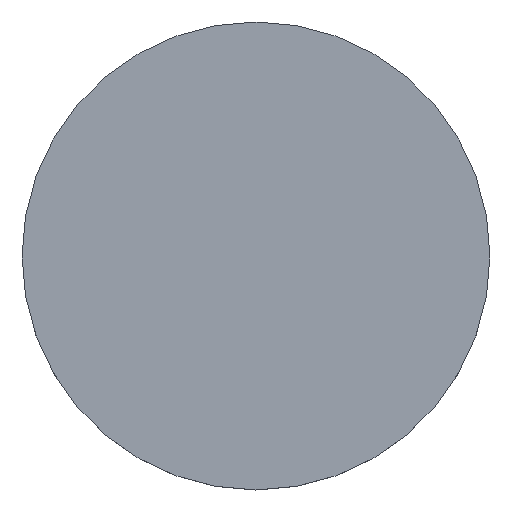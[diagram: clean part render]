
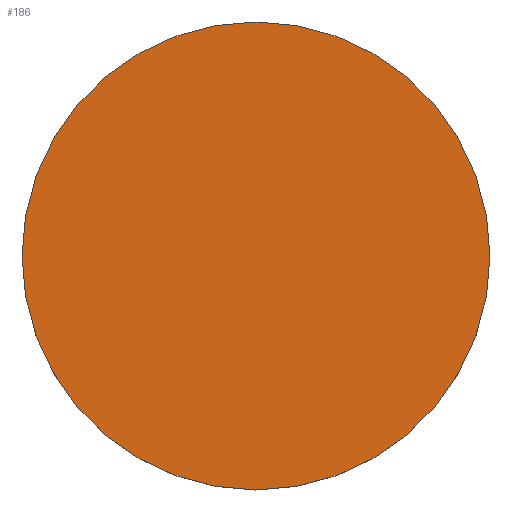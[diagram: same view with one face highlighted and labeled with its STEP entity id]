
A CAD part, top view. The second image highlights one B-rep face of the part: STEP entity #186.
In plain terms, the highlighted planar face has unit normal (0, 0, 1).
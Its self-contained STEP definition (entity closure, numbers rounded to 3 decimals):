
#9 = DIRECTION ( 'NONE',  ( 1., 0., 0. ) ) ;
#19 = EDGE_CURVE ( 'NONE', #128, #44, #95, .T. ) ;
#23 = FACE_OUTER_BOUND ( 'NONE', #223, .T. ) ;
#30 = DIRECTION ( 'NONE',  ( 0., 0., -1. ) ) ;
#44 = VERTEX_POINT ( 'NONE', #84 ) ;
#47 = CARTESIAN_POINT ( 'NONE',  ( 12.7, 0., 3. ) ) ;
#52 = EDGE_CURVE ( 'NONE', #44, #128, #181, .T. ) ;
#84 = CARTESIAN_POINT ( 'NONE',  ( -12.7, 0., 3. ) ) ;
#95 = CIRCLE ( 'NONE', #163, 12.7 ) ;
#112 = DIRECTION ( 'NONE',  ( 0., 0., 1. ) ) ;
#128 = VERTEX_POINT ( 'NONE', #47 ) ;
#139 = DIRECTION ( 'NONE',  ( 1., 0., 0. ) ) ;
#153 = DIRECTION ( 'NONE',  ( 0., 0., -1. ) ) ;
#156 = AXIS2_PLACEMENT_3D ( 'NONE', #168, #30, #9 ) ;
#158 = CARTESIAN_POINT ( 'NONE',  ( 0., 26.112, 3. ) ) ;
#163 = AXIS2_PLACEMENT_3D ( 'NONE', #224, #153, #190 ) ;
#167 = ORIENTED_EDGE ( 'NONE', *, *, #19, .F. ) ;
#168 = CARTESIAN_POINT ( 'NONE',  ( 0., 0., 3. ) ) ;
#176 = AXIS2_PLACEMENT_3D ( 'NONE', #158, #112, #139 ) ;
#181 = CIRCLE ( 'NONE', #156, 12.7 ) ;
#186 = ADVANCED_FACE ( 'NONE', ( #23 ), #217, .T. ) ;
#190 = DIRECTION ( 'NONE',  ( 1., 0., 0. ) ) ;
#216 = ORIENTED_EDGE ( 'NONE', *, *, #52, .F. ) ;
#217 = PLANE ( 'NONE',  #176 ) ;
#223 = EDGE_LOOP ( 'NONE', ( #167, #216 ) ) ;
#224 = CARTESIAN_POINT ( 'NONE',  ( 0., 0., 3. ) ) ;
